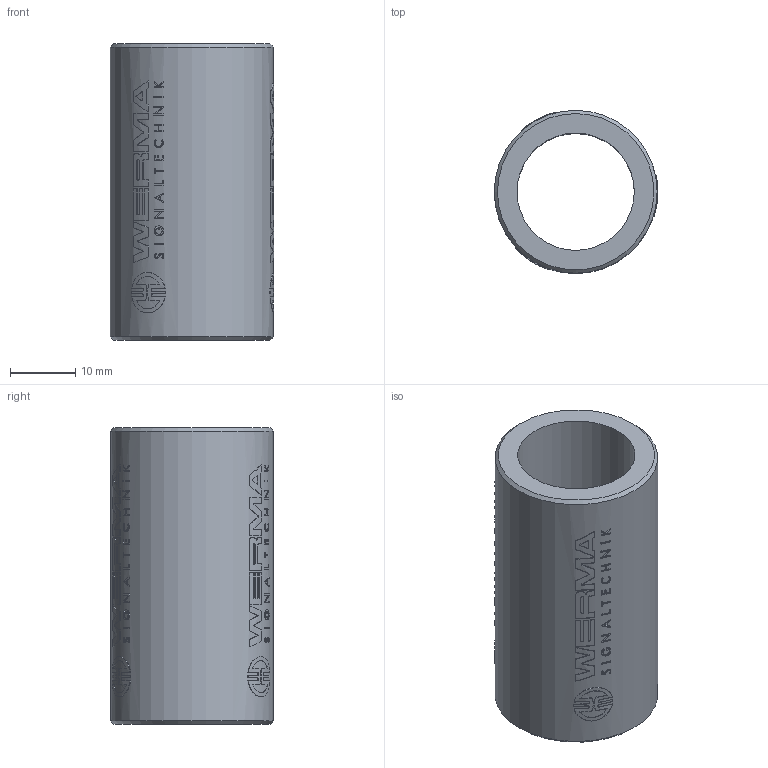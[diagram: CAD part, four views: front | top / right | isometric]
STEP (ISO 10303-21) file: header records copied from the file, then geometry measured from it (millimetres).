
FILE_DESCRIPTION(/* description */ ('Customer part'),/* implementation_level */ '2;1');
FILE_NAME(/* name */ '800000010072_PRT_000.step',/* time_stamp */ '2018-07-16T18:18:24+02:00',/* author */ ('IMPORT'),/* organization */ ('WERMA Signaltechnik GmbH+Co.KG'),/* preprocessor_version */ 'ST-DEVELOPER v17',/* originating_system */ 'Autodesk Inventor 2018',/* authorisation */ 'public');
FILE_SCHEMA (('AUTOMOTIVE_DESIGN { 1 0 10303 214 3 1 1 }'));
Products named in the file (1): 800000010072
Bounding box: 25.1 x 25 x 45.5 mm (x, y, z)
Volume: 10760.2 mm3; surface area: 6655.9 mm2
Topology: 1 solids, 1 shells, 726 faces, 1972 edges, 1319 vertices
Faces by surface type: plane 401, bspline 249, cylinder 74, cone 2
Full cylindrical faces by diameter (mm): 18 x1, 25 x1
Entity records: 67884 total; most frequent: CARTESIAN_POINT 51049, ORIENTED_EDGE 3944, DIRECTION 2242, EDGE_CURVE 1972, VERTEX_POINT 1319, B_SPLINE_CURVE_WITH_KNOTS 890, LINE 878, VECTOR 878
